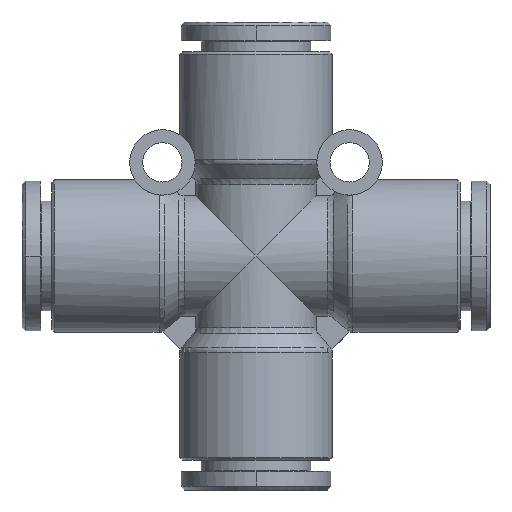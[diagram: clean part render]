
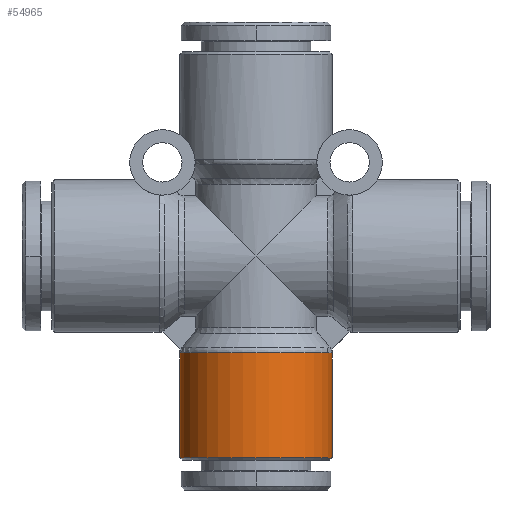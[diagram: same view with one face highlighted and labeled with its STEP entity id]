
A CAD part, front view. The second image highlights one B-rep face of the part: STEP entity #54965.
In plain terms, the highlighted cylindrical face has radius 8.15 mm (diameter 16.3 mm), a partial arc.
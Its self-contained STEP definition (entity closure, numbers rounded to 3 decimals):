
#647=CARTESIAN_POINT('',(-17.383,0.,21.55));
#648=VERTEX_POINT('',#647);
#649=CARTESIAN_POINT('',(-17.383,0.,10.359));
#650=VERTEX_POINT('',#649);
#651=CARTESIAN_POINT('',(-17.383,0.,21.55));
#652=DIRECTION('',(0.0,0.0,-1.0));
#653=VECTOR('',#652,11.191);
#654=LINE('',#651,#653);
#655=EDGE_CURVE('',#648,#650,#654,.T.);
#657=CARTESIAN_POINT('',(-1.083,0.,21.55));
#658=VERTEX_POINT('',#657);
#666=CARTESIAN_POINT('',(-1.083,0.,10.359));
#667=VERTEX_POINT('',#666);
#668=CARTESIAN_POINT('',(-1.083,0.,10.359));
#669=DIRECTION('',(0.0,0.0,1.0));
#670=VECTOR('',#669,11.191);
#671=LINE('',#668,#670);
#672=EDGE_CURVE('',#667,#658,#671,.T.);
#2060=CARTESIAN_POINT('',(-9.233,0.,21.55));
#2061=DIRECTION('',(0.0,0.0,1.0));
#2062=DIRECTION('',(1.0,0.0,0.0));
#2063=AXIS2_PLACEMENT_3D('',#2060,#2061,#2062);
#2064=CIRCLE('',#2063,8.15);
#2065=EDGE_CURVE('',#648,#658,#2064,.T.);
#53906=CARTESIAN_POINT('',(-9.233,0.,10.359));
#53907=DIRECTION('',(0.0,0.0,-1.0));
#53908=DIRECTION('',(1.0,0.0,0.0));
#53909=AXIS2_PLACEMENT_3D('',#53906,#53907,#53908);
#53910=CIRCLE('',#53909,8.15);
#53911=EDGE_CURVE('',#667,#650,#53910,.T.);
#54954=CARTESIAN_POINT('',(-9.233,0.,15.));
#54955=DIRECTION('',(0.,0.,-1.0));
#54956=DIRECTION('',(-1.0,0.0,0.0));
#54957=AXIS2_PLACEMENT_3D('',#54954,#54955,#54956);
#54958=CYLINDRICAL_SURFACE('',#54957,8.15);
#54959=ORIENTED_EDGE('',*,*,#655,.T.);
#54960=ORIENTED_EDGE('',*,*,#53911,.F.);
#54961=ORIENTED_EDGE('',*,*,#672,.T.);
#54962=ORIENTED_EDGE('',*,*,#2065,.F.);
#54963=EDGE_LOOP('',(#54959,#54960,#54961,#54962));
#54964=FACE_OUTER_BOUND('',#54963,.T.);
#54965=ADVANCED_FACE('',(#54964),#54958,.T.);
